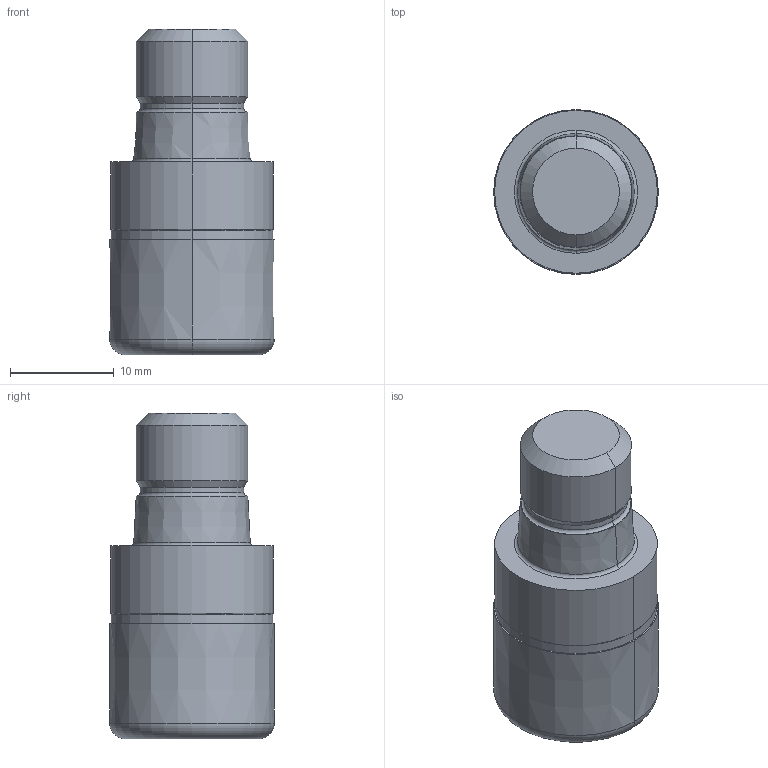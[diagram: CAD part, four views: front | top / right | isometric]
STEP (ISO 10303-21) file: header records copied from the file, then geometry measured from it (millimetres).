
FILE_DESCRIPTION(('no description'),'unknown implementation level');
FILE_NAME('solidVk6BjUxXDCeKeXfiKn_h6sfzykU_1.STP',' ',('CIMSOURCE GmbH'),('CADClick - KiM GmbH - www.kimweb.de'),'unknown preprocess','ACIS','unknown authorization');
FILE_SCHEMA(('automotive_design'));
Length unit declared in the file: millimetre
Products named in the file (2): 1; 2
Bounding box: 15.88 x 15.88 x 31.4 mm (x, y, z)
Volume: 4756.3 mm3; surface area: 2500.4 mm2
Topology: 2 solids, 2 shells, 40 faces, 78 edges, 46 vertices
Faces by surface type: cone 14, cylinder 12, plane 8, torus 6
Entity records: 2039 total; most frequent: DIRECTION 222, CARTESIAN_POINT 170, STYLED_ITEM 166, PRESENTATION_STYLE_ASSIGNMENT 166, COLOUR_RGB 166, ORIENTED_EDGE 156, AXIS2_PLACEMENT_3D 98, EDGE_CURVE 78
